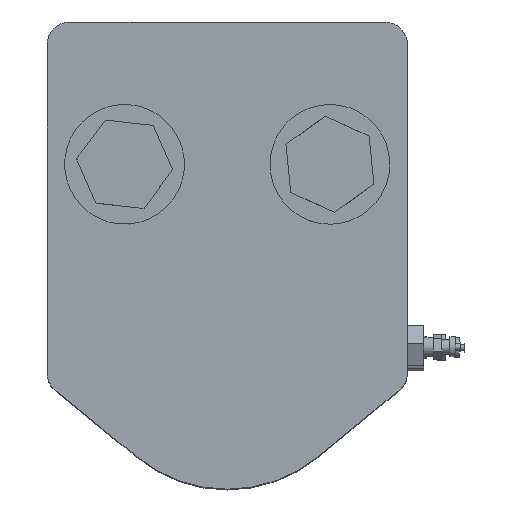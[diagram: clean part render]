
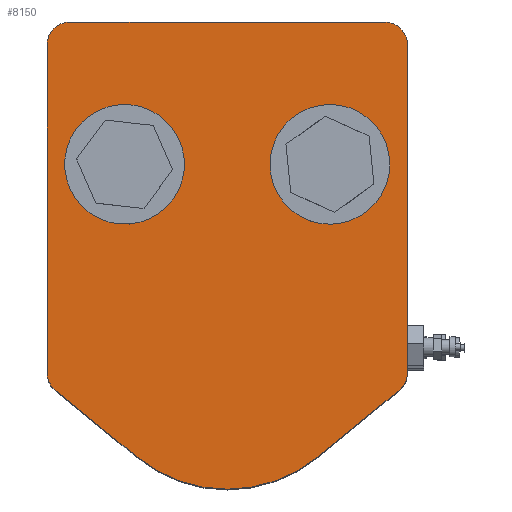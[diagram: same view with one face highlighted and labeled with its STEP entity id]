
A CAD part, top view. The second image highlights one B-rep face of the part: STEP entity #8150.
In plain terms, the highlighted planar face has unit normal (0, 0, 1).
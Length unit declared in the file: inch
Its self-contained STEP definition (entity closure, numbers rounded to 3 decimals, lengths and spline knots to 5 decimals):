
#331=FACE_BOUND('',#1283,.T.);
#332=FACE_BOUND('',#1284,.T.);
#497=PLANE('',#8761);
#775=FACE_OUTER_BOUND('',#1282,.T.);
#1282=EDGE_LOOP('',(#5752,#5753,#5754,#5755,#5756,#5757,#5758,#5759,#5760,
#5761));
#1283=EDGE_LOOP('',(#5762));
#1284=EDGE_LOOP('',(#5763));
#1902=LINE('',#12905,#2399);
#1903=LINE('',#12909,#2400);
#1904=LINE('',#12913,#2401);
#1905=LINE('',#12917,#2402);
#1906=LINE('',#12920,#2403);
#2399=VECTOR('',#10150,0.3937);
#2400=VECTOR('',#10153,0.3937);
#2401=VECTOR('',#10156,0.3937);
#2402=VECTOR('',#10159,0.3937);
#2403=VECTOR('',#10162,0.3937);
#2832=CIRCLE('',#8759,0.656);
#2833=CIRCLE('',#8762,0.25);
#2834=CIRCLE('',#8763,0.25);
#2835=CIRCLE('',#8764,1.56);
#2836=CIRCLE('',#8765,0.25);
#2837=CIRCLE('',#8766,0.25);
#2838=CIRCLE('',#8767,0.656);
#3482=VERTEX_POINT('',#12896);
#3483=VERTEX_POINT('',#12901);
#3484=VERTEX_POINT('',#12902);
#3485=VERTEX_POINT('',#12904);
#3486=VERTEX_POINT('',#12906);
#3487=VERTEX_POINT('',#12908);
#3488=VERTEX_POINT('',#12910);
#3489=VERTEX_POINT('',#12912);
#3490=VERTEX_POINT('',#12914);
#3491=VERTEX_POINT('',#12916);
#3492=VERTEX_POINT('',#12918);
#3493=VERTEX_POINT('',#12921);
#4358=EDGE_CURVE('',#3482,#3482,#2832,.T.);
#4359=EDGE_CURVE('',#3483,#3484,#2833,.T.);
#4360=EDGE_CURVE('',#3485,#3483,#1902,.T.);
#4361=EDGE_CURVE('',#3486,#3485,#2834,.T.);
#4362=EDGE_CURVE('',#3486,#3487,#1903,.T.);
#4363=EDGE_CURVE('',#3487,#3488,#2835,.T.);
#4364=EDGE_CURVE('',#3488,#3489,#1904,.T.);
#4365=EDGE_CURVE('',#3490,#3489,#2836,.T.);
#4366=EDGE_CURVE('',#3491,#3490,#1905,.T.);
#4367=EDGE_CURVE('',#3492,#3491,#2837,.T.);
#4368=EDGE_CURVE('',#3484,#3492,#1906,.T.);
#4369=EDGE_CURVE('',#3493,#3493,#2838,.T.);
#5752=ORIENTED_EDGE('',*,*,#4359,.F.);
#5753=ORIENTED_EDGE('',*,*,#4360,.F.);
#5754=ORIENTED_EDGE('',*,*,#4361,.F.);
#5755=ORIENTED_EDGE('',*,*,#4362,.T.);
#5756=ORIENTED_EDGE('',*,*,#4363,.T.);
#5757=ORIENTED_EDGE('',*,*,#4364,.T.);
#5758=ORIENTED_EDGE('',*,*,#4365,.F.);
#5759=ORIENTED_EDGE('',*,*,#4366,.F.);
#5760=ORIENTED_EDGE('',*,*,#4367,.F.);
#5761=ORIENTED_EDGE('',*,*,#4368,.F.);
#5762=ORIENTED_EDGE('',*,*,#4369,.T.);
#5763=ORIENTED_EDGE('',*,*,#4358,.T.);
#8150=ADVANCED_FACE('',(#775,#331,#332),#497,.F.);
#8759=AXIS2_PLACEMENT_3D('',#12898,#10142,#10143);
#8761=AXIS2_PLACEMENT_3D('',#12900,#10146,#10147);
#8762=AXIS2_PLACEMENT_3D('',#12903,#10148,#10149);
#8763=AXIS2_PLACEMENT_3D('',#12907,#10151,#10152);
#8764=AXIS2_PLACEMENT_3D('',#12911,#10154,#10155);
#8765=AXIS2_PLACEMENT_3D('',#12915,#10157,#10158);
#8766=AXIS2_PLACEMENT_3D('',#12919,#10160,#10161);
#8767=AXIS2_PLACEMENT_3D('',#12922,#10163,#10164);
#10142=DIRECTION('center_axis',(0.,0.,
-1.));
#10143=DIRECTION('ref_axis',(-1.,-0.007,0.));
#10146=DIRECTION('center_axis',(0.,0.,
-1.));
#10147=DIRECTION('ref_axis',(-1.,0.,0.));
#10148=DIRECTION('center_axis',(0.,0.,
-1.));
#10149=DIRECTION('ref_axis',(-0.707,0.707,0.));
#10150=DIRECTION('',(0.,1.,0.));
#10151=DIRECTION('center_axis',(0.,0.,
-1.));
#10152=DIRECTION('ref_axis',(-0.904,-0.428,0.));
#10153=DIRECTION('',(0.774,-0.633,0.));
#10154=DIRECTION('center_axis',(0.,0.,
1.));
#10155=DIRECTION('ref_axis',(0.633,-0.774,0.));
#10156=DIRECTION('',(0.774,0.633,0.));
#10157=DIRECTION('center_axis',(0.,0.,
-1.));
#10158=DIRECTION('ref_axis',(0.904,-0.428,0.));
#10159=DIRECTION('',(0.,-1.,0.));
#10160=DIRECTION('center_axis',(0.,0.,
-1.));
#10161=DIRECTION('ref_axis',(0.707,0.707,0.));
#10162=DIRECTION('',(1.,0.,0.));
#10163=DIRECTION('center_axis',(0.,0.,
-1.));
#10164=DIRECTION('ref_axis',(-0.996,0.089,0.));
#12896=CARTESIAN_POINT('',(3.38222,2.96359,4.87));
#12898=CARTESIAN_POINT('Origin',(2.72623,2.9592,4.87));
#12900=CARTESIAN_POINT('Origin',(1.60123,1.9592,4.87));
#12901=CARTESIAN_POINT('',(-0.37377,4.2692,4.87));
#12902=CARTESIAN_POINT('',(-0.12377,4.5192,4.87));
#12903=CARTESIAN_POINT('Origin',(-0.12377,4.2692,4.87));
#12904=CARTESIAN_POINT('',(-0.37377,0.6777,4.87));
#12905=CARTESIAN_POINT('',(-0.37377,-0.6008,4.87));
#12906=CARTESIAN_POINT('',(-0.28204,0.48418,4.87));
#12907=CARTESIAN_POINT('Origin',(-0.12377,0.6777,4.87));
#12908=CARTESIAN_POINT('',(0.6136,-0.24834,4.87));
#12909=CARTESIAN_POINT('',(0.36857,-0.04794,4.87));
#12910=CARTESIAN_POINT('',(2.58887,-0.24834,4.87));
#12911=CARTESIAN_POINT('Origin',(1.60123,0.9592,4.87));
#12912=CARTESIAN_POINT('',(3.48451,0.48418,4.87));
#12913=CARTESIAN_POINT('',(3.32758,0.35584,4.87));
#12914=CARTESIAN_POINT('',(3.57623,0.6777,4.87));
#12915=CARTESIAN_POINT('Origin',(3.32623,0.6777,4.87));
#12916=CARTESIAN_POINT('',(3.57623,4.2692,4.87));
#12917=CARTESIAN_POINT('',(3.57623,4.5192,4.87));
#12918=CARTESIAN_POINT('',(3.32623,4.5192,4.87));
#12919=CARTESIAN_POINT('Origin',(3.32623,4.2692,4.87));
#12920=CARTESIAN_POINT('',(-0.37377,4.5192,4.87));
#12921=CARTESIAN_POINT('',(1.12964,2.90099,4.87));
#12922=CARTESIAN_POINT('Origin',(0.47623,2.9592,4.87));
